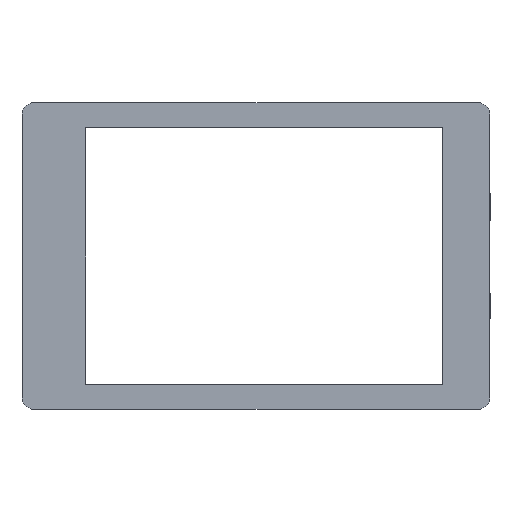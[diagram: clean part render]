
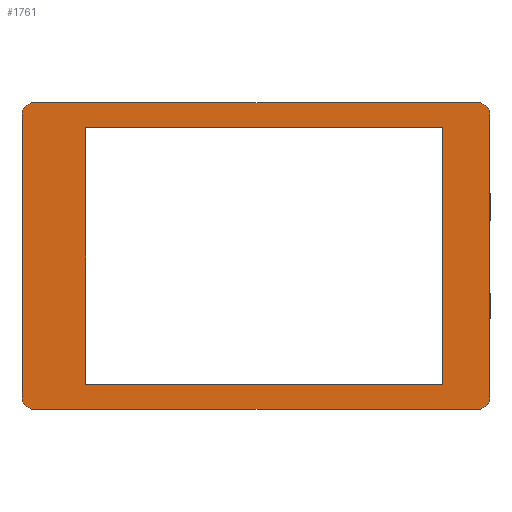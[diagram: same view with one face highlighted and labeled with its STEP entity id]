
A CAD part, front view. The second image highlights one B-rep face of the part: STEP entity #1761.
In plain terms, the highlighted planar face has unit normal (0, -1, 0).
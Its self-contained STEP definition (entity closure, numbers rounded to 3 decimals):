
#42=FACE_BOUND('',#248,.T.);
#79=CIRCLE('',#1901,2.5);
#80=CIRCLE('',#1902,2.5);
#81=CIRCLE('',#1903,2.5);
#82=CIRCLE('',#1904,2.5);
#153=FACE_OUTER_BOUND('',#247,.T.);
#247=EDGE_LOOP('',(#1508,#1509,#1510,#1511,#1512,#1513,#1514,#1515));
#248=EDGE_LOOP('',(#1516,#1517,#1518,#1519));
#446=LINE('',#2831,#658);
#452=LINE('',#2844,#664);
#453=LINE('',#2848,#665);
#454=LINE('',#2852,#666);
#455=LINE('',#2855,#667);
#456=LINE('',#2857,#668);
#457=LINE('',#2859,#669);
#458=LINE('',#2860,#670);
#658=VECTOR('',#2307,10.);
#664=VECTOR('',#2317,10.);
#665=VECTOR('',#2320,10.);
#666=VECTOR('',#2323,10.);
#667=VECTOR('',#2326,10.);
#668=VECTOR('',#2327,10.);
#669=VECTOR('',#2328,10.);
#670=VECTOR('',#2329,10.);
#843=VERTEX_POINT('',#2829);
#844=VERTEX_POINT('',#2830);
#847=VERTEX_POINT('',#2840);
#848=VERTEX_POINT('',#2841);
#849=VERTEX_POINT('',#2843);
#850=VERTEX_POINT('',#2845);
#851=VERTEX_POINT('',#2847);
#852=VERTEX_POINT('',#2849);
#853=VERTEX_POINT('',#2851);
#854=VERTEX_POINT('',#2853);
#855=VERTEX_POINT('',#2856);
#856=VERTEX_POINT('',#2858);
#1071=EDGE_CURVE('',#843,#844,#446,.T.);
#1077=EDGE_CURVE('',#847,#848,#79,.T.);
#1078=EDGE_CURVE('',#849,#847,#452,.T.);
#1079=EDGE_CURVE('',#850,#849,#80,.T.);
#1080=EDGE_CURVE('',#851,#850,#453,.T.);
#1081=EDGE_CURVE('',#852,#851,#81,.T.);
#1082=EDGE_CURVE('',#853,#852,#454,.T.);
#1083=EDGE_CURVE('',#854,#853,#82,.T.);
#1084=EDGE_CURVE('',#848,#854,#455,.T.);
#1085=EDGE_CURVE('',#855,#843,#456,.T.);
#1086=EDGE_CURVE('',#856,#855,#457,.T.);
#1087=EDGE_CURVE('',#844,#856,#458,.T.);
#1508=ORIENTED_EDGE('',*,*,#1077,.F.);
#1509=ORIENTED_EDGE('',*,*,#1078,.F.);
#1510=ORIENTED_EDGE('',*,*,#1079,.F.);
#1511=ORIENTED_EDGE('',*,*,#1080,.F.);
#1512=ORIENTED_EDGE('',*,*,#1081,.F.);
#1513=ORIENTED_EDGE('',*,*,#1082,.F.);
#1514=ORIENTED_EDGE('',*,*,#1083,.F.);
#1515=ORIENTED_EDGE('',*,*,#1084,.F.);
#1516=ORIENTED_EDGE('',*,*,#1071,.F.);
#1517=ORIENTED_EDGE('',*,*,#1085,.F.);
#1518=ORIENTED_EDGE('',*,*,#1086,.F.);
#1519=ORIENTED_EDGE('',*,*,#1087,.F.);
#1677=PLANE('',#1900);
#1761=ADVANCED_FACE('',(#153,#42),#1677,.F.);
#1900=AXIS2_PLACEMENT_3D('',#2839,#2313,#2314);
#1901=AXIS2_PLACEMENT_3D('',#2842,#2315,#2316);
#1902=AXIS2_PLACEMENT_3D('',#2846,#2318,#2319);
#1903=AXIS2_PLACEMENT_3D('',#2850,#2321,#2322);
#1904=AXIS2_PLACEMENT_3D('',#2854,#2324,#2325);
#2307=DIRECTION('',(0.,0.,1.));
#2313=DIRECTION('center_axis',(0.,1.,0.));
#2314=DIRECTION('ref_axis',(1.,0.,0.));
#2315=DIRECTION('center_axis',(0.,1.,0.));
#2316=DIRECTION('ref_axis',(0.,0.,1.));
#2317=DIRECTION('',(1.,0.,0.));
#2318=DIRECTION('center_axis',(0.,1.,0.));
#2319=DIRECTION('ref_axis',(-1.,0.,0.));
#2320=DIRECTION('',(0.,0.,1.));
#2321=DIRECTION('center_axis',(0.,1.,0.));
#2322=DIRECTION('ref_axis',(0.,0.,-1.));
#2323=DIRECTION('',(-1.,0.,0.));
#2324=DIRECTION('center_axis',(0.,1.,0.));
#2325=DIRECTION('ref_axis',(1.,0.,0.));
#2326=DIRECTION('',(0.,0.,-1.));
#2327=DIRECTION('',(1.,0.,0.));
#2328=DIRECTION('',(0.,0.,-1.));
#2329=DIRECTION('',(-1.,0.,0.));
#2829=CARTESIAN_POINT('',(37.15,0.,-25.5));
#2830=CARTESIAN_POINT('',(37.15,0.,25.5));
#2831=CARTESIAN_POINT('',(37.15,0.,-25.5));
#2839=CARTESIAN_POINT('Origin',(0.,0.,0.));
#2840=CARTESIAN_POINT('',(44.,0.,30.5));
#2841=CARTESIAN_POINT('',(46.5,0.,28.));
#2842=CARTESIAN_POINT('Origin',(44.,0.,28.));
#2843=CARTESIAN_POINT('',(-44.,0.,30.5));
#2844=CARTESIAN_POINT('',(-44.,0.,30.5));
#2845=CARTESIAN_POINT('',(-46.5,0.,28.));
#2846=CARTESIAN_POINT('Origin',(-44.,0.,28.));
#2847=CARTESIAN_POINT('',(-46.5,0.,-28.));
#2848=CARTESIAN_POINT('',(-46.5,0.,-28.));
#2849=CARTESIAN_POINT('',(-44.,0.,-30.5));
#2850=CARTESIAN_POINT('Origin',(-44.,0.,-28.));
#2851=CARTESIAN_POINT('',(44.,0.,-30.5));
#2852=CARTESIAN_POINT('',(44.,0.,-30.5));
#2853=CARTESIAN_POINT('',(46.5,0.,-28.));
#2854=CARTESIAN_POINT('Origin',(44.,0.,-28.));
#2855=CARTESIAN_POINT('',(46.5,0.,28.));
#2856=CARTESIAN_POINT('',(-33.85,0.,-25.5));
#2857=CARTESIAN_POINT('',(-33.85,0.,-25.5));
#2858=CARTESIAN_POINT('',(-33.85,0.,25.5));
#2859=CARTESIAN_POINT('',(-33.85,0.,25.5));
#2860=CARTESIAN_POINT('',(37.15,0.,25.5));
